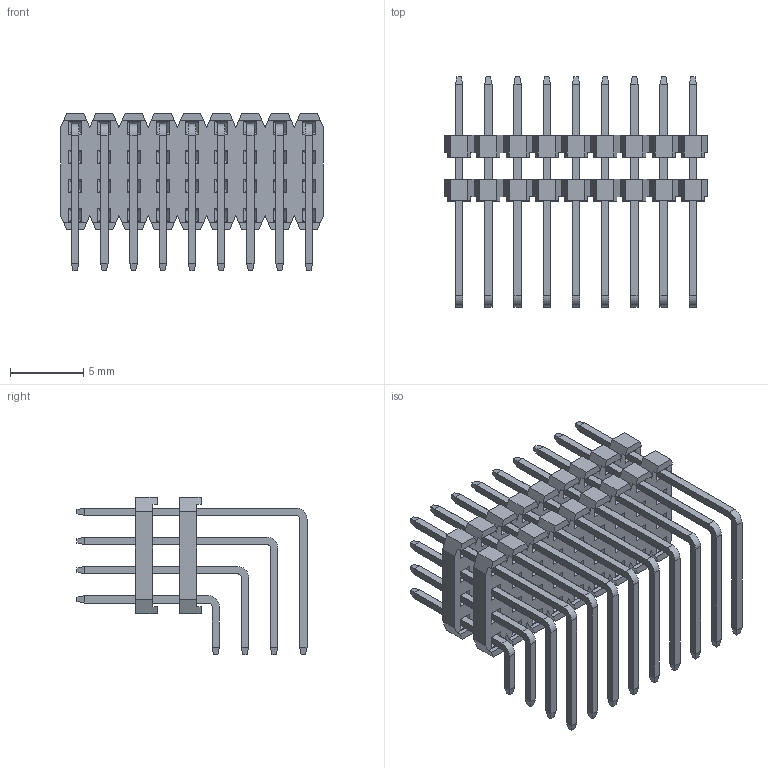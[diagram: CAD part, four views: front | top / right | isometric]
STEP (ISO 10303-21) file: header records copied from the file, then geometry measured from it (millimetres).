
FILE_DESCRIPTION( ('This file contains a STEP AP42 implementation' ,'as created by ZW3D STEP Interface translator.') ,'2;1' );
FILE_NAME( '1215-24XXXXRXXXXXXX(側醱俔)(肮砃).stp' ,'23 828.155941', (''), ('ZWCAD Software Co.'), 'Version 1.0', 'ZW3D to STEP translator', '' );
FILE_SCHEMA(('AUTOMOTIVE_DESIGN { 1 0 10303 214 1 1 1 1 }'));
Length unit declared in the file: millimetre
Products named in the file (7): 0; 1215-24XXXXRXXXXXXX(側醱俔)(肮砃); G1215-4; T1150-R-1; T1150-R-2; T1150-R-3; T1150-R-4
Assembly tree (38 placements, depth 2):
  0
  1215-24XXXXRXXXXXXX(側醱俔)(肮砃)
    G1215-4  x2
    T1150-R-1  x9
    T1150-R-2  x9
    T1150-R-3  x9
    T1150-R-4  x9
Bounding box: 18 x 15.75 x 10.8 mm (x, y, z)
Volume: 957.1 mm3; surface area: 4217.3 mm2
Topology: 39 solids, 39 shells, 2824 faces, 6864 edges, 4192 vertices
Faces by surface type: plane 2680, cylinder 144
Entity records: 55717 total; most frequent: CARTESIAN_POINT 9344, ORIENTED_EDGE 9176, DIRECTION 8644, EDGE_CURVE 4588, VECTOR 4428, LINE 4428, VERTEX_POINT 2808, AXIS2_PLACEMENT_3D 2108
